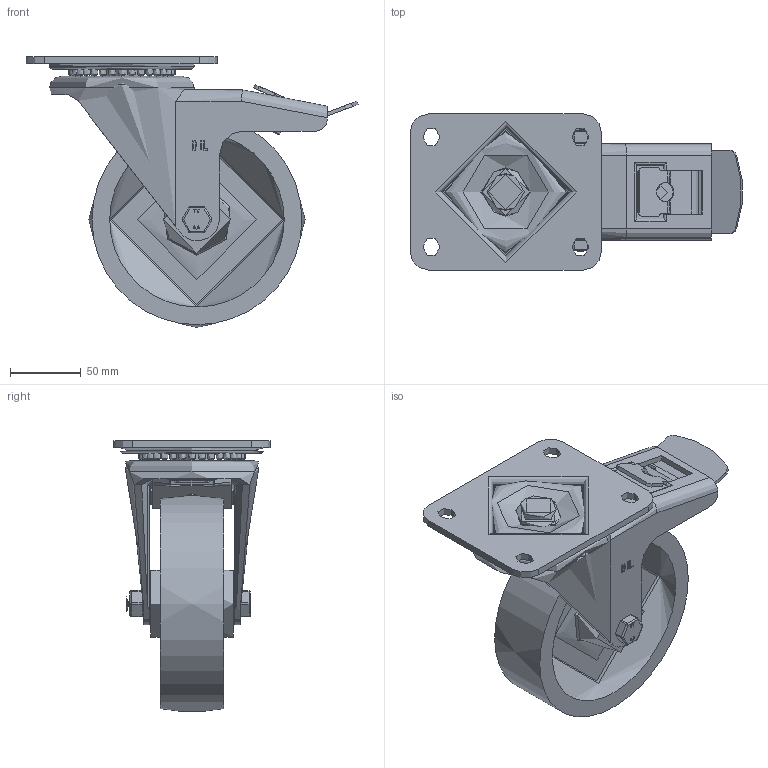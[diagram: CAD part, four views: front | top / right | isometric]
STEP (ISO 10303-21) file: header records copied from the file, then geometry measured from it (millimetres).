
FILE_DESCRIPTION(/* description */ (''),/* implementation_level */ '2;1');
FILE_NAME(/* name */ 'BZSPH150NYSWBHT.step',/* time_stamp */ '2024-10-08T14:13:00+01:00',/* author */ (''),/* organization */ (''),/* preprocessor_version */ 'ST-DEVELOPER v20',/* originating_system */ 'Autodesk Translation Framework v13.20.0.188',/* authorisation */ '');
FILE_SCHEMA (('AUTOMOTIVE_DESIGN { 1 0 10303 214 3 1 1 }'));
Length unit declared in the file: millimetre
Products named in the file (56): BZSPH150NYSWB/HT; BZSPH150ASSWB/HT - 60 v1; ZINC PLATED, PRESSED STEEL TOP PLATE; ZINC PLATED, PRESSED STEEL TOP PLATE Geometry; Pattern; Component1; Pattern2; Pattern3; Pattern4; Component2; Pattern5; Component2 (1); Pattern5 (1); Pattern4 (1); Component2 (2); Pattern5 (2); Component2 (3); Pattern5 (3); Pattern6; Pattern3 (1); Pattern4 (2); Component2 (4); Pattern5 (4); Component2 (5); Pattern5 (5); Pattern4 (3); Component2 (6); Pattern5 (6); Component2 (7); Pattern5 (7); Pattern3 (2); Pattern4 (4); Component2 (8); Pattern5 (8); Component2 (9); Pattern5 (9); Pattern4 (5); Component2 (10); Pattern5 (10); Component2 (11) ...
Assembly tree (169 placements, depth 10):
  BZSPH150NYSWB/HT
    BZSPH150ASSWB/HT - 60 v1
      ZINC PLATED, PRESSED STEEL TOP PLATE
        ZINC PLATED, PRESSED STEEL TOP PLATE Geometry
        Pattern
          Component1  x32
        Pattern2
          Pattern3
            Pattern4
              Component2
                Pattern5
                  Component3  x7
              Component2 (1)
                Pattern5 (1)
                  Component3  x7
            Pattern4 (1)
              Component2 (2)
                Pattern5 (2)
                  Component3  x7
              Component2 (3)
                Pattern5 (3)
                  Component3  x7
          Pattern6
            Pattern3 (1)
              Pattern4 (2)
                Component2 (4)
                  Pattern5 (4)
                    Component3  x7
                Component2 (5)
                  Pattern5 (5)
                    Component3  x7
              Pattern4 (3)
                Component2 (6)
                  Pattern5 (6)
                    Component3  x7
                Component2 (7)
                  Pattern5 (7)
                    Component3  x7
            Pattern3 (2)
              Pattern4 (4)
                Component2 (8)
                  Pattern5 (8)
                    Component3  x7
                Component2 (9)
                  Pattern5 (9)
                    Component3  x7
              Pattern4 (5)
                Component2 (10)
                  Pattern5 (10)
                    Component3  x7
                Component2 (11)
                  Pattern5 (11)
                    Component3  x7
      ZINC PLATED, PRESSED STEEL FORKS
      ZINC PLATED PRESSED STEEL BRAKE PEDAL
      BRAKE PAD
        BRAKE PAD Geometry
        WASHER
        BRAKE BOLT
    BZV150WNY5130 v1
Bounding box: 234.02 x 110 x 190.95 mm (x, y, z)
Volume: 744185.4 mm3; surface area: 234787.3 mm2
Topology: 126 solids, 126 shells, 722 faces, 1898 edges, 1230 vertices
Faces by surface type: plane 265, cylinder 199, sphere 134, torus 64, bspline 55, cone 5
Full cylindrical faces by diameter (mm): 9.836 x18, 10 x3, 11.834 x18, 12 x2, 12.2 x2, 12.5 x1, 14 x1, 18 x1, 19 x1, 19.9 x1, 20.5 x1, 24 x3, 26 x1, 33 x1, 36 x1, 47 x2, 74 x1, 94 x1, 102 x2
Entity records: 26827 total; most frequent: CARTESIAN_POINT 10201, DIRECTION 3401, ORIENTED_EDGE 3104, EDGE_CURVE 1552, AXIS2_PLACEMENT_3D 1315, VERTEX_POINT 1002, LINE 771, VECTOR 771
